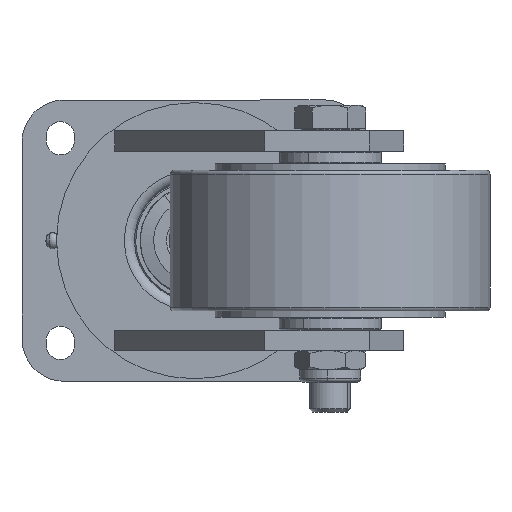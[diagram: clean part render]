
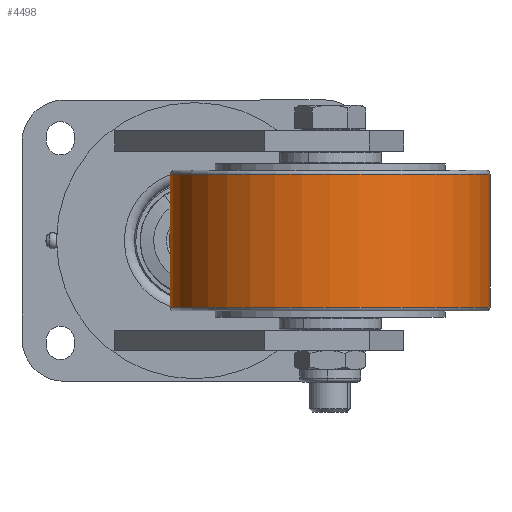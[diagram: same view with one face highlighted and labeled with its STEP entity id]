
A CAD part, front view. The second image highlights one B-rep face of the part: STEP entity #4498.
In plain terms, the highlighted cylindrical face has radius 62.5 mm (diameter 125 mm), a partial arc.
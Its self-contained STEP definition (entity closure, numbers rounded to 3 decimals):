
#650 = AXIS2_PLACEMENT_3D ( 'NONE', #7125, #4519, #6962 ) ;
#653 = CARTESIAN_POINT ( 'NONE',  ( 53., -99.5, -26. ) ) ;
#1627 = FACE_OUTER_BOUND ( 'NONE', #2660, .T. ) ;
#2444 = VECTOR ( 'NONE', #6365, 1000. ) ;
#2660 = EDGE_LOOP ( 'NONE', ( #11984, #13377, #15222, #12771 ) ) ;
#2970 = DIRECTION ( 'NONE',  ( 0., 0., 1. ) ) ;
#2977 = CARTESIAN_POINT ( 'NONE',  ( 115.5, -99.5, -26. ) ) ;
#3067 = VERTEX_POINT ( 'NONE', #7761 ) ;
#4428 = CYLINDRICAL_SURFACE ( 'NONE', #650, 62.5 ) ;
#4498 = ADVANCED_FACE ( 'NONE', ( #1627 ), #4428, .T. ) ;
#4519 = DIRECTION ( 'NONE',  ( 0., 0., 1. ) ) ;
#5657 = LINE ( 'NONE', #10015, #2444 ) ;
#5749 = VERTEX_POINT ( 'NONE', #12765 ) ;
#6291 = DIRECTION ( 'NONE',  ( 0., 0., -1. ) ) ;
#6365 = DIRECTION ( 'NONE',  ( 0., 0., 1. ) ) ;
#6454 = AXIS2_PLACEMENT_3D ( 'NONE', #9895, #6291, #11118 ) ;
#6611 = DIRECTION ( 'NONE',  ( 1., 0., 0. ) ) ;
#6962 = DIRECTION ( 'NONE',  ( 1., 0., 0. ) ) ;
#7125 = CARTESIAN_POINT ( 'NONE',  ( 53., -99.5, 69.595 ) ) ;
#7761 = CARTESIAN_POINT ( 'NONE',  ( -9.5, -99.5, -26. ) ) ;
#8112 = EDGE_CURVE ( 'NONE', #3067, #12676, #8238, .T. ) ;
#8238 = CIRCLE ( 'NONE', #11173, 62.5 ) ;
#8959 = CIRCLE ( 'NONE', #6454, 62.5 ) ;
#9306 = VECTOR ( 'NONE', #12364, 1000. ) ;
#9895 = CARTESIAN_POINT ( 'NONE',  ( 53., -99.5, 26. ) ) ;
#10015 = CARTESIAN_POINT ( 'NONE',  ( -9.5, -99.5, 69.595 ) ) ;
#11118 = DIRECTION ( 'NONE',  ( -1., 0., 0. ) ) ;
#11152 = CARTESIAN_POINT ( 'NONE',  ( 115.5, -99.5, 69.595 ) ) ;
#11173 = AXIS2_PLACEMENT_3D ( 'NONE', #653, #2970, #6611 ) ;
#11855 = EDGE_CURVE ( 'NONE', #3067, #14866, #5657, .T. ) ;
#11984 = ORIENTED_EDGE ( 'NONE', *, *, #11855, .F. ) ;
#12364 = DIRECTION ( 'NONE',  ( 0., 0., 1. ) ) ;
#12676 = VERTEX_POINT ( 'NONE', #2977 ) ;
#12765 = CARTESIAN_POINT ( 'NONE',  ( 115.5, -99.5, 26. ) ) ;
#12771 = ORIENTED_EDGE ( 'NONE', *, *, #14409, .T. ) ;
#13377 = ORIENTED_EDGE ( 'NONE', *, *, #8112, .T. ) ;
#14176 = CARTESIAN_POINT ( 'NONE',  ( -9.5, -99.5, 26. ) ) ;
#14225 = LINE ( 'NONE', #11152, #9306 ) ;
#14409 = EDGE_CURVE ( 'NONE', #5749, #14866, #8959, .T. ) ;
#14866 = VERTEX_POINT ( 'NONE', #14176 ) ;
#15222 = ORIENTED_EDGE ( 'NONE', *, *, #15273, .T. ) ;
#15273 = EDGE_CURVE ( 'NONE', #12676, #5749, #14225, .T. ) ;
